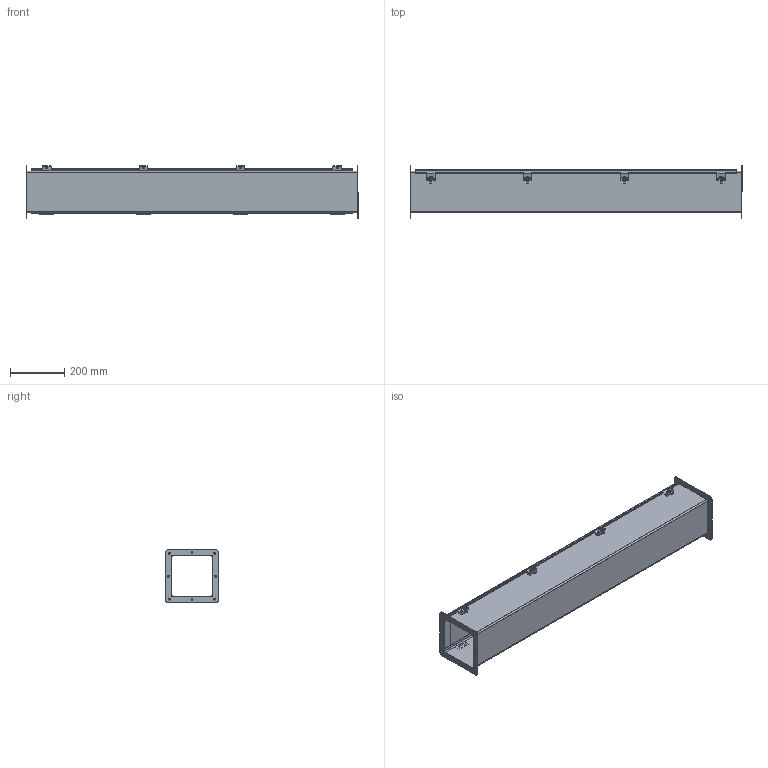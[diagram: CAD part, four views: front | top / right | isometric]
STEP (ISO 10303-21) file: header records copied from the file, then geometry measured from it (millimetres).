
FILE_DESCRIPTION((''),'2;1');
FILE_NAME('SSJW64.stp','2013-01-02T08:01:13',('kadelman'),(''),'Autodesk Inventor 2012','Autodesk Inventor 2012','');
FILE_SCHEMA(('AUTOMOTIVE_DESIGN { 1 0 10303 214 1 1 1 1 }'));
Length unit declared in the file: inch
Products named in the file (12): SSJW-assm; SSJW64BTB; SSJW6SPC; SSJW64LID; H6050527; H6050527T; H6050527L; H6050527P; SSJW6RINGP; C2002; 372135; C2001
Assembly tree (25 placements, depth 3):
  SSJW-assm
    SSJW64BTB
    SSJW6SPC  x2
    SSJW64LID
    H6050527  x4
      H6050527T
      H6050527L
      H6050527P
    SSJW6RINGP  x2
    C2002  x4
    372135  x4
    C2001  x4
Bounding box: 1219.2 x 193.68 x 194.61 mm (x, y, z)
Volume: 1637682.7 mm3; surface area: 1730701.4 mm2
Topology: 30 solids, 30 shells, 538 faces, 1350 edges, 892 vertices
Faces by surface type: plane 336, cylinder 170, torus 16, cone 8, sphere 8
Full cylindrical faces by diameter (mm): 2.794 x16, 3.048 x4, 3.302 x16, 4.978 x4, 6.35 x4, 7.144 x16, 7.95 x8, 8.738 x4, 10.402 x4
Entity records: 6732 total; most frequent: DIRECTION 1117, CARTESIAN_POINT 1085, ORIENTED_EDGE 994, EDGE_CURVE 497, AXIS2_PLACEMENT_3D 380, VECTOR 357, LINE 357, VERTEX_POINT 348
